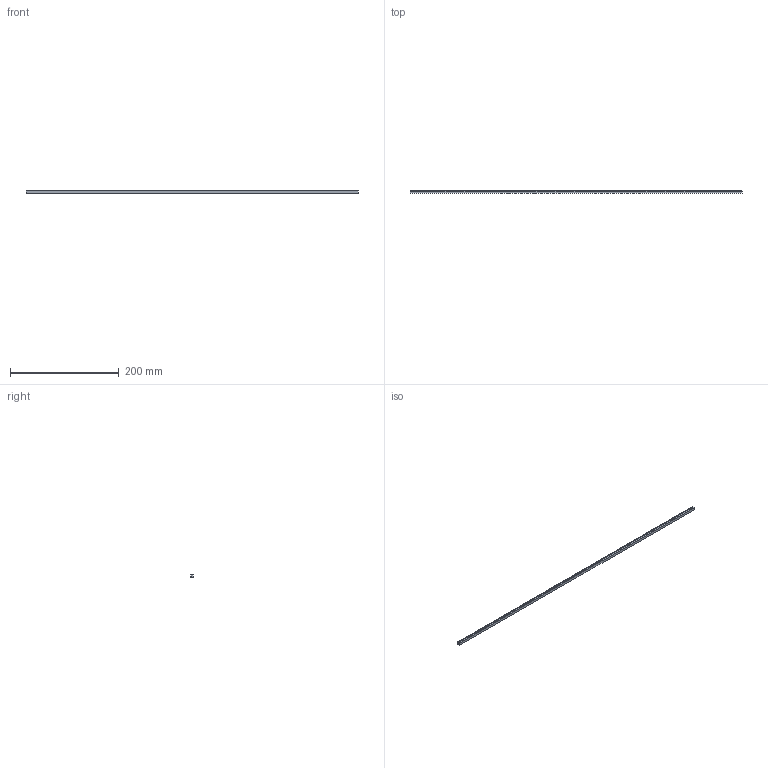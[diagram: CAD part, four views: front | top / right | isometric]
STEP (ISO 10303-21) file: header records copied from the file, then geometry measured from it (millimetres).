
FILE_DESCRIPTION (( 'STEP AP203' ), '1' );
FILE_NAME ('7854K13.step', '2015-09-24T19:13:33', ( '' ), ( '' ), 'SwSTEP 2.0', 'SolidWorks 2010', '' );
FILE_SCHEMA (( 'CONFIG_CONTROL_DESIGN' ));
Length unit declared in the file: inch
Products named in the file (1): 7854K13
Bounding box: 609.6 x 4.78 x 4.76 mm (x, y, z)
Volume: 11422.5 mm3; surface area: 13507 mm2
Topology: 1 solids, 1 shells, 1471 faces, 4407 edges, 2938 vertices
Faces by surface type: plane 983, cylinder 488
Entity records: 49556 total; most frequent: CARTESIAN_POINT 8817, ORIENTED_EDGE 8814, DIRECTION 8327, EDGE_CURVE 4407, VECTOR 3431, LINE 3431, VERTEX_POINT 2938, AXIS2_PLACEMENT_3D 2448
